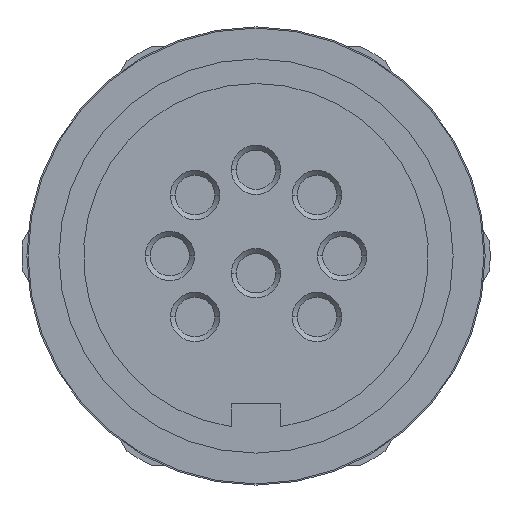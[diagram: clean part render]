
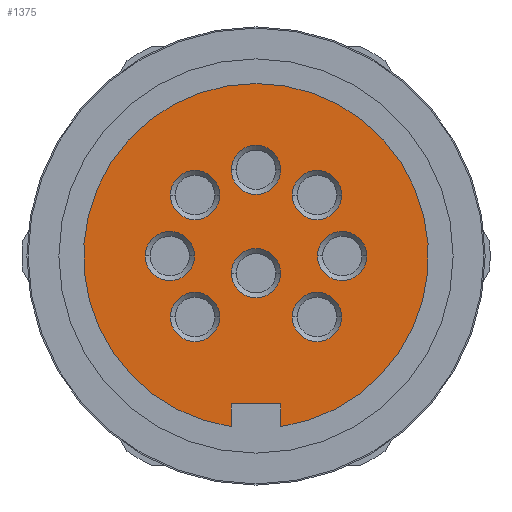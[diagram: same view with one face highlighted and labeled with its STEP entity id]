
A CAD part, front view. The second image highlights one B-rep face of the part: STEP entity #1375.
In plain terms, the highlighted planar face has unit normal (0, -1, 0).
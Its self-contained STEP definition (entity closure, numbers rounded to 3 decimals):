
#217=CARTESIAN_POINT('',(0.,-31.0,7.));
#218=VERTEX_POINT('',#217);
#227=CARTESIAN_POINT('',(1.0,-31.0,-6.928));
#228=VERTEX_POINT('',#227);
#229=CARTESIAN_POINT('',(0.0,-31.,0.));
#230=DIRECTION('',(0.0,1.0,0.0));
#231=DIRECTION('',(0.0,0.0,1.0));
#232=AXIS2_PLACEMENT_3D('',#229,#230,#231);
#233=CIRCLE('',#232,7.);
#234=EDGE_CURVE('',#218,#228,#233,.T.);
#639=CARTESIAN_POINT('',(-1.475,-31.,2.475));
#640=VERTEX_POINT('',#639);
#648=CARTESIAN_POINT('',(-3.475,-31.,2.475));
#649=VERTEX_POINT('',#648);
#656=CARTESIAN_POINT('',(-2.475,-31.,2.475));
#657=DIRECTION('',(0.0,-1.0,0.0));
#658=DIRECTION('',(1.0,0.0,0.0));
#659=AXIS2_PLACEMENT_3D('',#656,#657,#658);
#660=CIRCLE('',#659,1.);
#661=EDGE_CURVE('',#649,#640,#660,.T.);
#713=CARTESIAN_POINT('',(1.,-31.,-0.7));
#714=VERTEX_POINT('',#713);
#722=CARTESIAN_POINT('',(-1.,-31.,-0.7));
#723=VERTEX_POINT('',#722);
#730=CARTESIAN_POINT('',(0.0,-31.,-0.7));
#731=DIRECTION('',(0.0,-1.0,0.0));
#732=DIRECTION('',(1.0,0.0,0.0));
#733=AXIS2_PLACEMENT_3D('',#730,#731,#732);
#734=CIRCLE('',#733,1.);
#735=EDGE_CURVE('',#723,#714,#734,.T.);
#787=CARTESIAN_POINT('',(4.5,-31.,0.));
#788=VERTEX_POINT('',#787);
#796=CARTESIAN_POINT('',(2.5,-31.,0.));
#797=VERTEX_POINT('',#796);
#804=CARTESIAN_POINT('',(3.5,-31.,0.));
#805=DIRECTION('',(0.0,-1.0,0.0));
#806=DIRECTION('',(1.0,0.0,0.0));
#807=AXIS2_PLACEMENT_3D('',#804,#805,#806);
#808=CIRCLE('',#807,1.);
#809=EDGE_CURVE('',#797,#788,#808,.T.);
#861=CARTESIAN_POINT('',(-2.5,-31.,0.));
#862=VERTEX_POINT('',#861);
#870=CARTESIAN_POINT('',(-4.5,-31.,0.));
#871=VERTEX_POINT('',#870);
#878=CARTESIAN_POINT('',(-3.5,-31.,0.));
#879=DIRECTION('',(0.0,-1.0,0.0));
#880=DIRECTION('',(1.0,0.0,0.0));
#881=AXIS2_PLACEMENT_3D('',#878,#879,#880);
#882=CIRCLE('',#881,1.);
#883=EDGE_CURVE('',#871,#862,#882,.T.);
#935=CARTESIAN_POINT('',(1.,-31.,3.5));
#936=VERTEX_POINT('',#935);
#944=CARTESIAN_POINT('',(-1.,-31.,3.5));
#945=VERTEX_POINT('',#944);
#952=CARTESIAN_POINT('',(0.0,-31.,3.5));
#953=DIRECTION('',(0.0,-1.0,0.0));
#954=DIRECTION('',(1.0,0.0,0.0));
#955=AXIS2_PLACEMENT_3D('',#952,#953,#954);
#956=CIRCLE('',#955,1.);
#957=EDGE_CURVE('',#945,#936,#956,.T.);
#1009=CARTESIAN_POINT('',(3.475,-31.,2.475));
#1010=VERTEX_POINT('',#1009);
#1018=CARTESIAN_POINT('',(1.475,-31.,2.475));
#1019=VERTEX_POINT('',#1018);
#1026=CARTESIAN_POINT('',(2.475,-31.,2.475));
#1027=DIRECTION('',(0.0,-1.0,0.0));
#1028=DIRECTION('',(1.0,0.0,0.0));
#1029=AXIS2_PLACEMENT_3D('',#1026,#1027,#1028);
#1030=CIRCLE('',#1029,1.);
#1031=EDGE_CURVE('',#1019,#1010,#1030,.T.);
#1083=CARTESIAN_POINT('',(-1.475,-31.,-2.475));
#1084=VERTEX_POINT('',#1083);
#1092=CARTESIAN_POINT('',(-3.475,-31.,-2.475));
#1093=VERTEX_POINT('',#1092);
#1100=CARTESIAN_POINT('',(-2.475,-31.,-2.475));
#1101=DIRECTION('',(0.0,-1.0,0.0));
#1102=DIRECTION('',(1.0,0.0,0.0));
#1103=AXIS2_PLACEMENT_3D('',#1100,#1101,#1102);
#1104=CIRCLE('',#1103,1.);
#1105=EDGE_CURVE('',#1093,#1084,#1104,.T.);
#1157=CARTESIAN_POINT('',(3.475,-31.,-2.475));
#1158=VERTEX_POINT('',#1157);
#1166=CARTESIAN_POINT('',(1.475,-31.,-2.475));
#1167=VERTEX_POINT('',#1166);
#1174=CARTESIAN_POINT('',(2.475,-31.,-2.475));
#1175=DIRECTION('',(0.0,-1.0,0.0));
#1176=DIRECTION('',(1.0,0.0,0.0));
#1177=AXIS2_PLACEMENT_3D('',#1174,#1175,#1176);
#1178=CIRCLE('',#1177,1.);
#1179=EDGE_CURVE('',#1167,#1158,#1178,.T.);
#1198=CARTESIAN_POINT('',(1.0,-31.0,-6.));
#1199=VERTEX_POINT('',#1198);
#1200=CARTESIAN_POINT('',(1.0,-31.0,-6.));
#1201=DIRECTION('',(0.0,0.0,-1.0));
#1202=VECTOR('',#1201,0.928);
#1203=LINE('',#1200,#1202);
#1204=EDGE_CURVE('',#1199,#228,#1203,.T.);
#1229=CARTESIAN_POINT('',(-1.0,-31.0,-6.));
#1230=VERTEX_POINT('',#1229);
#1231=CARTESIAN_POINT('',(-1.0,-31.0,-6.));
#1232=DIRECTION('',(1.0,0.0,0.0));
#1233=VECTOR('',#1232,2.0);
#1234=LINE('',#1231,#1233);
#1235=EDGE_CURVE('',#1230,#1199,#1234,.T.);
#1260=CARTESIAN_POINT('',(-1.0,-31.0,-6.928));
#1261=VERTEX_POINT('',#1260);
#1262=CARTESIAN_POINT('',(-1.0,-31.0,-6.928));
#1263=DIRECTION('',(0.0,0.0,1.0));
#1264=VECTOR('',#1263,0.928);
#1265=LINE('',#1262,#1264);
#1266=EDGE_CURVE('',#1261,#1230,#1265,.T.);
#1277=CARTESIAN_POINT('',(0.0,-31.,3.5));
#1278=DIRECTION('',(0.0,-1.0,0.0));
#1279=DIRECTION('',(0.0,0.0,-1.0));
#1280=AXIS2_PLACEMENT_3D('',#1277,#1278,#1279);
#1281=PLANE('',#1280);
#1282=ORIENTED_EDGE('',*,*,#1266,.T.);
#1283=ORIENTED_EDGE('',*,*,#1235,.T.);
#1284=ORIENTED_EDGE('',*,*,#1204,.T.);
#1285=ORIENTED_EDGE('',*,*,#234,.F.);
#1286=CARTESIAN_POINT('',(0.0,-31.,0.));
#1287=DIRECTION('',(0.0,1.0,0.0));
#1288=DIRECTION('',(0.0,0.0,1.0));
#1289=AXIS2_PLACEMENT_3D('',#1286,#1287,#1288);
#1290=CIRCLE('',#1289,7.);
#1291=EDGE_CURVE('',#1261,#218,#1290,.T.);
#1292=ORIENTED_EDGE('',*,*,#1291,.F.);
#1293=EDGE_LOOP('',(#1282,#1283,#1284,#1285,#1292));
#1294=FACE_OUTER_BOUND('',#1293,.T.);
#1295=ORIENTED_EDGE('',*,*,#1179,.F.);
#1296=CARTESIAN_POINT('',(2.475,-31.,-2.475));
#1297=DIRECTION('',(0.0,-1.0,0.0));
#1298=DIRECTION('',(1.0,0.0,0.0));
#1299=AXIS2_PLACEMENT_3D('',#1296,#1297,#1298);
#1300=CIRCLE('',#1299,1.);
#1301=EDGE_CURVE('',#1158,#1167,#1300,.T.);
#1302=ORIENTED_EDGE('',*,*,#1301,.F.);
#1303=EDGE_LOOP('',(#1295,#1302));
#1304=FACE_BOUND('',#1303,.T.);
#1305=ORIENTED_EDGE('',*,*,#1031,.F.);
#1306=CARTESIAN_POINT('',(2.475,-31.,2.475));
#1307=DIRECTION('',(0.0,-1.0,0.0));
#1308=DIRECTION('',(1.0,0.0,0.0));
#1309=AXIS2_PLACEMENT_3D('',#1306,#1307,#1308);
#1310=CIRCLE('',#1309,1.);
#1311=EDGE_CURVE('',#1010,#1019,#1310,.T.);
#1312=ORIENTED_EDGE('',*,*,#1311,.F.);
#1313=EDGE_LOOP('',(#1305,#1312));
#1314=FACE_BOUND('',#1313,.T.);
#1315=ORIENTED_EDGE('',*,*,#883,.F.);
#1316=CARTESIAN_POINT('',(-3.5,-31.,0.));
#1317=DIRECTION('',(0.0,-1.0,0.0));
#1318=DIRECTION('',(1.0,0.0,0.0));
#1319=AXIS2_PLACEMENT_3D('',#1316,#1317,#1318);
#1320=CIRCLE('',#1319,1.);
#1321=EDGE_CURVE('',#862,#871,#1320,.T.);
#1322=ORIENTED_EDGE('',*,*,#1321,.F.);
#1323=EDGE_LOOP('',(#1315,#1322));
#1324=FACE_BOUND('',#1323,.T.);
#1325=ORIENTED_EDGE('',*,*,#735,.F.);
#1326=CARTESIAN_POINT('',(0.0,-31.,-0.7));
#1327=DIRECTION('',(0.0,-1.0,0.0));
#1328=DIRECTION('',(1.0,0.0,0.0));
#1329=AXIS2_PLACEMENT_3D('',#1326,#1327,#1328);
#1330=CIRCLE('',#1329,1.);
#1331=EDGE_CURVE('',#714,#723,#1330,.T.);
#1332=ORIENTED_EDGE('',*,*,#1331,.F.);
#1333=EDGE_LOOP('',(#1325,#1332));
#1334=FACE_BOUND('',#1333,.T.);
#1335=ORIENTED_EDGE('',*,*,#661,.F.);
#1336=CARTESIAN_POINT('',(-2.475,-31.,2.475));
#1337=DIRECTION('',(0.0,-1.0,0.0));
#1338=DIRECTION('',(1.0,0.0,0.0));
#1339=AXIS2_PLACEMENT_3D('',#1336,#1337,#1338);
#1340=CIRCLE('',#1339,1.);
#1341=EDGE_CURVE('',#640,#649,#1340,.T.);
#1342=ORIENTED_EDGE('',*,*,#1341,.F.);
#1343=EDGE_LOOP('',(#1335,#1342));
#1344=FACE_BOUND('',#1343,.T.);
#1345=ORIENTED_EDGE('',*,*,#809,.F.);
#1346=CARTESIAN_POINT('',(3.5,-31.,0.));
#1347=DIRECTION('',(0.0,-1.0,0.0));
#1348=DIRECTION('',(1.0,0.0,0.0));
#1349=AXIS2_PLACEMENT_3D('',#1346,#1347,#1348);
#1350=CIRCLE('',#1349,1.);
#1351=EDGE_CURVE('',#788,#797,#1350,.T.);
#1352=ORIENTED_EDGE('',*,*,#1351,.F.);
#1353=EDGE_LOOP('',(#1345,#1352));
#1354=FACE_BOUND('',#1353,.T.);
#1355=ORIENTED_EDGE('',*,*,#957,.F.);
#1356=CARTESIAN_POINT('',(0.0,-31.,3.5));
#1357=DIRECTION('',(0.0,-1.0,0.0));
#1358=DIRECTION('',(1.0,0.0,0.0));
#1359=AXIS2_PLACEMENT_3D('',#1356,#1357,#1358);
#1360=CIRCLE('',#1359,1.);
#1361=EDGE_CURVE('',#936,#945,#1360,.T.);
#1362=ORIENTED_EDGE('',*,*,#1361,.F.);
#1363=EDGE_LOOP('',(#1355,#1362));
#1364=FACE_BOUND('',#1363,.T.);
#1365=ORIENTED_EDGE('',*,*,#1105,.F.);
#1366=CARTESIAN_POINT('',(-2.475,-31.,-2.475));
#1367=DIRECTION('',(0.0,-1.0,0.0));
#1368=DIRECTION('',(1.0,0.0,0.0));
#1369=AXIS2_PLACEMENT_3D('',#1366,#1367,#1368);
#1370=CIRCLE('',#1369,1.);
#1371=EDGE_CURVE('',#1084,#1093,#1370,.T.);
#1372=ORIENTED_EDGE('',*,*,#1371,.F.);
#1373=EDGE_LOOP('',(#1365,#1372));
#1374=FACE_BOUND('',#1373,.T.);
#1375=ADVANCED_FACE('',(#1294,#1304,#1314,#1324,#1334,#1344,#1354,#1364,#1374),#1281,.T.);
